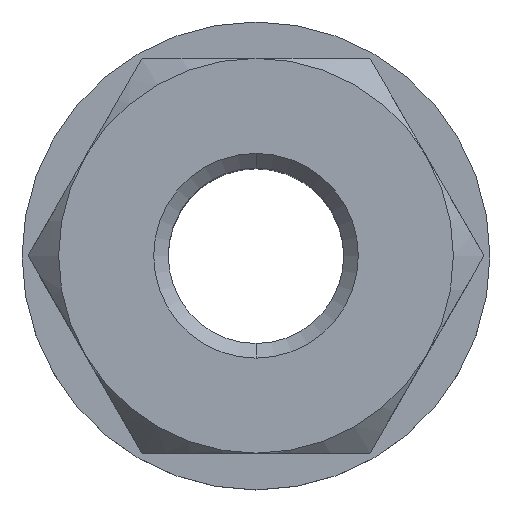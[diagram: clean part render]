
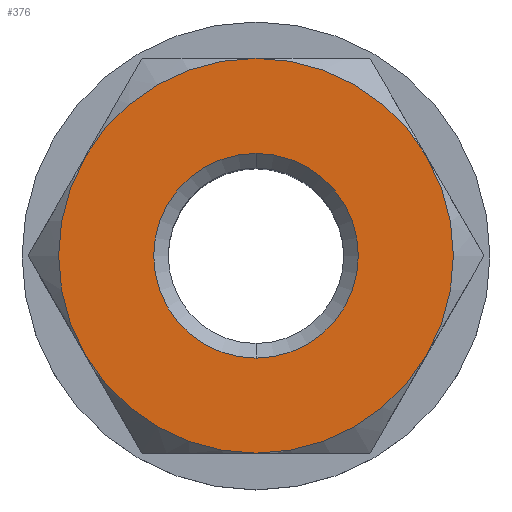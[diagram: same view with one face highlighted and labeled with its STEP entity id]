
A CAD part, top view. The second image highlights one B-rep face of the part: STEP entity #376.
In plain terms, the highlighted planar face has unit normal (0, 0, 1).
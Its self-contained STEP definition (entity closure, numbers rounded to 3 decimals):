
#236=VERTEX_POINT('',#599);
#278=EDGE_CURVE('',#236,#342,#644,.T.);
#314=VERTEX_POINT('',#682);
#316=VERTEX_POINT('',#684);
#340=EDGE_CURVE('',#342,#440,#710,.T.);
#342=VERTEX_POINT('',#712);
#348=VERTEX_POINT('',#718);
#376=ADVANCED_FACE('',(#748,#749),#750,.T.);
#396=EDGE_CURVE('',#440,#314,#772,.T.);
#426=EDGE_CURVE('',#472,#236,#805,.T.);
#440=VERTEX_POINT('',#820);
#458=EDGE_CURVE('',#348,#316,#840,.T.);
#464=EDGE_CURVE('',#520,#472,#846,.T.);
#472=VERTEX_POINT('',#855);
#514=EDGE_CURVE('',#316,#348,#910,.T.);
#516=EDGE_CURVE('',#314,#520,#912,.T.);
#520=VERTEX_POINT('',#916);
#599=CARTESIAN_POINT('',(-11.691,-6.75,12.5));
#644=CIRCLE('',#1071,13.5);
#682=CARTESIAN_POINT('',(11.691,6.75,12.5));
#684=CARTESIAN_POINT('',(0.,7.0,12.5));
#710=CIRCLE('',#1202,13.5);
#712=CARTESIAN_POINT('',(0.,-13.5,12.5));
#718=CARTESIAN_POINT('',(0.,-7.0,12.5));
#748=FACE_BOUND('',#1257,.T.);
#749=FACE_OUTER_BOUND('',#1258,.T.);
#750=PLANE('',#1259);
#772=CIRCLE('',#1304,13.5);
#805=CIRCLE('',#1353,13.5);
#820=CARTESIAN_POINT('',(11.691,-6.75,12.5));
#840=CIRCLE('',#1414,7.0);
#846=CIRCLE('',#1421,13.5);
#855=CARTESIAN_POINT('',(-11.691,6.75,12.5));
#910=CIRCLE('',#1514,7.0);
#912=CIRCLE('',#1517,13.5);
#916=CARTESIAN_POINT('',(0.,13.5,12.5));
#1071=AXIS2_PLACEMENT_3D('',#1658,#1659,#1660);
#1202=AXIS2_PLACEMENT_3D('',#1708,#1709,#1710);
#1257=EDGE_LOOP('',(#1745,#1746));
#1258=EDGE_LOOP('',(#1747,#1748,#1749,#1750,#1751,#1752));
#1259=AXIS2_PLACEMENT_3D('',#1753,#1754,#1755);
#1304=AXIS2_PLACEMENT_3D('',#1777,#1778,#1779);
#1353=AXIS2_PLACEMENT_3D('',#1821,#1822,#1823);
#1414=AXIS2_PLACEMENT_3D('',#1854,#1855,#1856);
#1421=AXIS2_PLACEMENT_3D('',#1857,#1858,#1859);
#1514=AXIS2_PLACEMENT_3D('',#1978,#1979,#1980);
#1517=AXIS2_PLACEMENT_3D('',#1981,#1982,#1983);
#1658=CARTESIAN_POINT('',(0.,0.,12.5));
#1659=DIRECTION('',(0.0,0.0,1.0));
#1660=DIRECTION('',(0.,-1.0,0.0));
#1708=CARTESIAN_POINT('',(0.,0.,12.5));
#1709=DIRECTION('',(0.0,0.0,1.0));
#1710=DIRECTION('',(0.,-1.0,0.0));
#1745=ORIENTED_EDGE('',*,*,#514,.T.);
#1746=ORIENTED_EDGE('',*,*,#458,.T.);
#1747=ORIENTED_EDGE('',*,*,#340,.T.);
#1748=ORIENTED_EDGE('',*,*,#396,.T.);
#1749=ORIENTED_EDGE('',*,*,#516,.T.);
#1750=ORIENTED_EDGE('',*,*,#464,.T.);
#1751=ORIENTED_EDGE('',*,*,#426,.T.);
#1752=ORIENTED_EDGE('',*,*,#278,.T.);
#1753=CARTESIAN_POINT('',(0.,0.,12.5));
#1754=DIRECTION('',(0.0,0.0,1.0));
#1755=DIRECTION('',(0.,-1.0,0.0));
#1777=CARTESIAN_POINT('',(0.,0.,12.5));
#1778=DIRECTION('',(0.0,0.0,1.0));
#1779=DIRECTION('',(0.,-1.0,0.0));
#1821=CARTESIAN_POINT('',(0.,0.,12.5));
#1822=DIRECTION('',(0.0,0.0,1.0));
#1823=DIRECTION('',(0.,-1.0,0.0));
#1854=CARTESIAN_POINT('',(0.,0.,12.5));
#1855=DIRECTION('',(0.0,0.0,-1.0));
#1856=DIRECTION('',(0.,1.0,0.0));
#1857=CARTESIAN_POINT('',(0.,0.,12.5));
#1858=DIRECTION('',(0.0,0.0,1.0));
#1859=DIRECTION('',(0.,-1.0,0.0));
#1978=CARTESIAN_POINT('',(0.,0.,12.5));
#1979=DIRECTION('',(0.0,0.0,-1.0));
#1980=DIRECTION('',(0.,1.0,0.0));
#1981=CARTESIAN_POINT('',(0.,0.,12.5));
#1982=DIRECTION('',(0.0,0.0,1.0));
#1983=DIRECTION('',(0.,-1.0,0.0));
